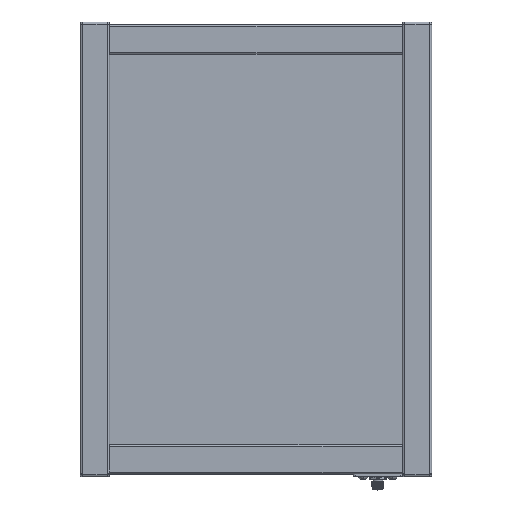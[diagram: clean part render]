
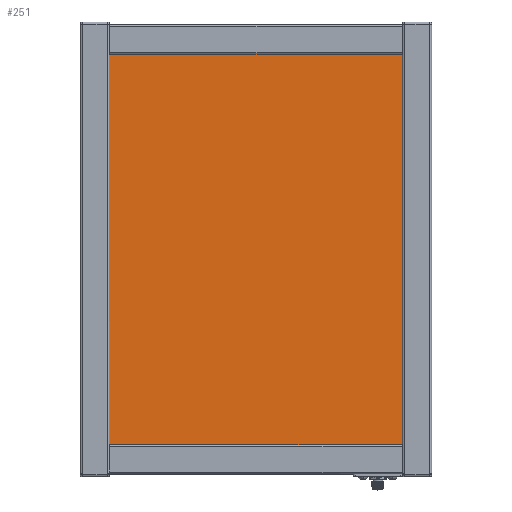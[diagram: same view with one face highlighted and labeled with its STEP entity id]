
A CAD part, top view. The second image highlights one B-rep face of the part: STEP entity #251.
In plain terms, the highlighted planar face has unit normal (0, 0, 1).
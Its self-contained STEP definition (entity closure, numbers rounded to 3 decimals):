
#251 = ADVANCED_FACE ( 'NONE', ( #29728 ), #4495, .T. ) ;
#1089 = EDGE_CURVE ( 'NONE', #22951, #28959, #26956, .T. ) ;
#1872 = VERTEX_POINT ( 'NONE', #36693 ) ;
#2121 = LINE ( 'NONE', #34912, #9071 ) ;
#2551 = ORIENTED_EDGE ( 'NONE', *, *, #35568, .T. ) ;
#2786 = VECTOR ( 'NONE', #26373, 1000. ) ;
#3193 = VERTEX_POINT ( 'NONE', #7917 ) ;
#3752 = ORIENTED_EDGE ( 'NONE', *, *, #21834, .T. ) ;
#4158 = CARTESIAN_POINT ( 'NONE',  ( -150.2, -200., 0. ) ) ;
#4495 = PLANE ( 'NONE',  #28580 ) ;
#4520 = CARTESIAN_POINT ( 'NONE',  ( 150., -230., 0. ) ) ;
#7729 = CARTESIAN_POINT ( 'NONE',  ( -150., -200., 0. ) ) ;
#7917 = CARTESIAN_POINT ( 'NONE',  ( 150., -200., 0. ) ) ;
#8263 = CARTESIAN_POINT ( 'NONE',  ( 150., -200., 0. ) ) ;
#9071 = VECTOR ( 'NONE', #26689, 1000. ) ;
#9762 = VECTOR ( 'NONE', #25375, 1000. ) ;
#13376 = ORIENTED_EDGE ( 'NONE', *, *, #36098, .T. ) ;
#14690 = DIRECTION ( 'NONE',  ( 1., 0., 0. ) ) ;
#16053 = VECTOR ( 'NONE', #14690, 1000. ) ;
#16153 = VECTOR ( 'NONE', #36675, 1000. ) ;
#17623 = LINE ( 'NONE', #37500, #9762 ) ;
#19154 = CARTESIAN_POINT ( 'NONE',  ( 0., 0., 0. ) ) ;
#21834 = EDGE_CURVE ( 'NONE', #1872, #32059, #17623, .T. ) ;
#22828 = CARTESIAN_POINT ( 'NONE',  ( -150., 200., 0. ) ) ;
#22951 = VERTEX_POINT ( 'NONE', #7729 ) ;
#23934 = CARTESIAN_POINT ( 'NONE',  ( 149.8, -200., 0. ) ) ;
#25282 = DIRECTION ( 'NONE',  ( 0., -1., 0. ) ) ;
#25375 = DIRECTION ( 'NONE',  ( -1., 0., 0. ) ) ;
#26373 = DIRECTION ( 'NONE',  ( 1., 0., 0. ) ) ;
#26689 = DIRECTION ( 'NONE',  ( 0., -1., 0. ) ) ;
#26956 = LINE ( 'NONE', #4158, #2786 ) ;
#28580 = AXIS2_PLACEMENT_3D ( 'NONE', #19154, #34043, #25282 ) ;
#28754 = ORIENTED_EDGE ( 'NONE', *, *, #33391, .T. ) ;
#28959 = VERTEX_POINT ( 'NONE', #23934 ) ;
#29728 = FACE_OUTER_BOUND ( 'NONE', #36252, .T. ) ;
#32059 = VERTEX_POINT ( 'NONE', #22828 ) ;
#33391 = EDGE_CURVE ( 'NONE', #3193, #1872, #35312, .T. ) ;
#33924 = ORIENTED_EDGE ( 'NONE', *, *, #1089, .T. ) ;
#34043 = DIRECTION ( 'NONE',  ( 0., 0., 1. ) ) ;
#34912 = CARTESIAN_POINT ( 'NONE',  ( -150., 230., 0. ) ) ;
#35312 = LINE ( 'NONE', #4520, #16153 ) ;
#35568 = EDGE_CURVE ( 'NONE', #28959, #3193, #35664, .T. ) ;
#35664 = LINE ( 'NONE', #8263, #16053 ) ;
#36098 = EDGE_CURVE ( 'NONE', #32059, #22951, #2121, .T. ) ;
#36252 = EDGE_LOOP ( 'NONE', ( #13376, #33924, #2551, #28754, #3752 ) ) ;
#36675 = DIRECTION ( 'NONE',  ( 0., 1., 0. ) ) ;
#36693 = CARTESIAN_POINT ( 'NONE',  ( 150., 200., 0. ) ) ;
#37500 = CARTESIAN_POINT ( 'NONE',  ( 150., 200., 0. ) ) ;
